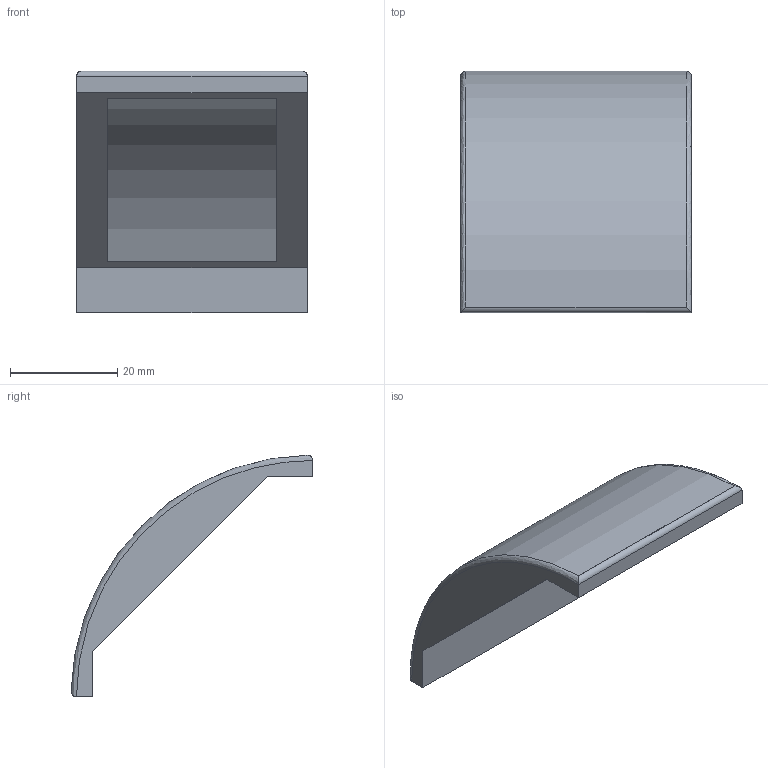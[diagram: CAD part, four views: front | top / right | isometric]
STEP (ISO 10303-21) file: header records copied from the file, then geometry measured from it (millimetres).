
FILE_DESCRIPTION((''),'2;1');
FILE_NAME('3842523563 45x45 Round Cover Cap.ipt.stp','2011-06-02T21:57:59',(''),(''),'Autodesk Inventor 2011','Autodesk Inventor 2011','');
FILE_SCHEMA(('AUTOMOTIVE_DESIGN { 1 0 10303 214 1 1 1 1 }'));
Length unit declared in the file: millimetre
Products named in the file (1): 3842523563 45x45 Round Cover Cap
Bounding box: 43 x 44.99 x 44.99 mm (x, y, z)
Volume: 13337.1 mm3; surface area: 7296.5 mm2
Topology: 1 solids, 1 shells, 16 faces, 39 edges, 26 vertices
Faces by surface type: plane 9, cylinder 5, bspline 2
Entity records: 663 total; most frequent: CARTESIAN_POINT 251, ORIENTED_EDGE 78, DIRECTION 69, EDGE_CURVE 39, VERTEX_POINT 26, AXIS2_PLACEMENT_3D 23, VECTOR 23, LINE 23
